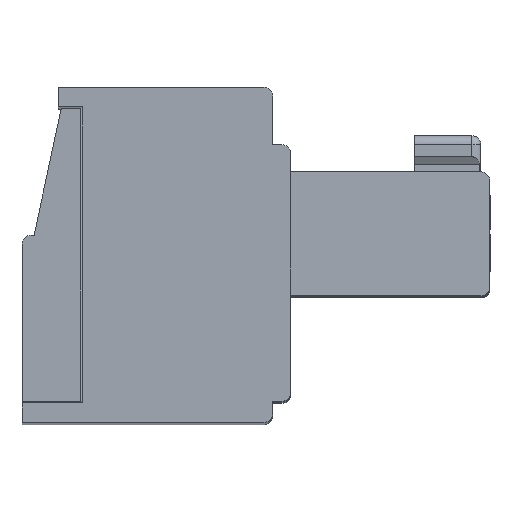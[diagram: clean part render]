
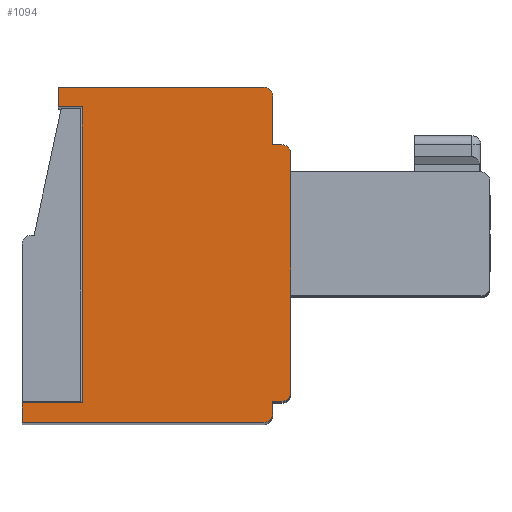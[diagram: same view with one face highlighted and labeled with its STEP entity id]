
A CAD part, top view. The second image highlights one B-rep face of the part: STEP entity #1094.
In plain terms, the highlighted planar face has unit normal (0, 0, 1).
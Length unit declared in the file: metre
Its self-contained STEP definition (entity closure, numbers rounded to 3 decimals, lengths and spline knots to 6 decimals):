
#1094=ADVANCED_FACE('',(#3119),#3120,.F.);
#3119=FACE_OUTER_BOUND('',#6202,.T.);
#3120=PLANE('',#6203);
#6202=EDGE_LOOP('',(#9496,#9497,#9498,#9499,#9500,#9501,#9502,#9503,#9504,#9505,#9506,#9507,#9508,#9509,#9510,#9511));
#6203=AXIS2_PLACEMENT_3D('',#9512,#9513,#9514);
#9496=ORIENTED_EDGE('',*,*,#18237,.T.);
#9497=ORIENTED_EDGE('',*,*,#18238,.T.);
#9498=ORIENTED_EDGE('',*,*,#18239,.T.);
#9499=ORIENTED_EDGE('',*,*,#18240,.T.);
#9500=ORIENTED_EDGE('',*,*,#18241,.T.);
#9501=ORIENTED_EDGE('',*,*,#18242,.F.);
#9502=ORIENTED_EDGE('',*,*,#18243,.T.);
#9503=ORIENTED_EDGE('',*,*,#18244,.T.);
#9504=ORIENTED_EDGE('',*,*,#18245,.T.);
#9505=ORIENTED_EDGE('',*,*,#18246,.T.);
#9506=ORIENTED_EDGE('',*,*,#18247,.T.);
#9507=ORIENTED_EDGE('',*,*,#18248,.T.);
#9508=ORIENTED_EDGE('',*,*,#18249,.T.);
#9509=ORIENTED_EDGE('',*,*,#18250,.F.);
#9510=ORIENTED_EDGE('',*,*,#18251,.T.);
#9511=ORIENTED_EDGE('',*,*,#18252,.T.);
#9512=CARTESIAN_POINT('',(0.013673,0.00851,0.034133));
#9513=DIRECTION('',(0.,0.,-1.0));
#9514=DIRECTION('',(0.0,-1.0,0.));
#18237=EDGE_CURVE('',#21836,#21837,#21838,.T.);
#18238=EDGE_CURVE('',#21837,#21839,#21840,.T.);
#18239=EDGE_CURVE('',#21839,#21841,#21842,.T.);
#18240=EDGE_CURVE('',#21841,#21843,#21844,.T.);
#18241=EDGE_CURVE('',#21843,#21845,#21846,.T.);
#18242=EDGE_CURVE('',#21847,#21845,#21848,.T.);
#18243=EDGE_CURVE('',#21847,#21849,#21850,.T.);
#18244=EDGE_CURVE('',#21849,#21851,#21852,.T.);
#18245=EDGE_CURVE('',#21851,#21853,#21854,.T.);
#18246=EDGE_CURVE('',#21853,#21855,#21856,.T.);
#18247=EDGE_CURVE('',#21855,#21857,#21858,.T.);
#18248=EDGE_CURVE('',#21857,#21859,#21860,.T.);
#18249=EDGE_CURVE('',#21859,#21861,#21862,.T.);
#18250=EDGE_CURVE('',#21863,#21861,#21864,.T.);
#18251=EDGE_CURVE('',#21863,#21865,#21866,.T.);
#18252=EDGE_CURVE('',#21865,#21836,#21867,.T.);
#21836=VERTEX_POINT('',#27236);
#21837=VERTEX_POINT('',#27237);
#21838=LINE('',#27238,#27239);
#21839=VERTEX_POINT('',#27240);
#21840=CIRCLE('',#27241,0.0003);
#21841=VERTEX_POINT('',#27242);
#21842=LINE('',#27243,#27244);
#21843=VERTEX_POINT('',#27245);
#21844=LINE('',#27246,#27247);
#21845=VERTEX_POINT('',#27248);
#21846=CIRCLE('',#27249,0.0003);
#21847=VERTEX_POINT('',#27250);
#21848=LINE('',#27251,#27252);
#21849=VERTEX_POINT('',#27253);
#21850=CIRCLE('',#27254,0.0003);
#21851=VERTEX_POINT('',#27255);
#21852=LINE('',#27256,#27257);
#21853=VERTEX_POINT('',#27258);
#21854=LINE('',#27259,#27260);
#21855=VERTEX_POINT('',#27261);
#21856=CIRCLE('',#27262,0.0003);
#21857=VERTEX_POINT('',#27263);
#21858=LINE('',#27264,#27265);
#21859=VERTEX_POINT('',#27266);
#21860=LINE('',#27267,#27268);
#21861=VERTEX_POINT('',#27269);
#21862=LINE('',#27270,#27271);
#21863=VERTEX_POINT('',#27272);
#21864=LINE('',#27273,#27274);
#21865=VERTEX_POINT('',#27275);
#21866=LINE('',#27276,#27277);
#21867=LINE('',#27278,#27279);
#27236=CARTESIAN_POINT('',(-0.001527,0.00051,0.034133));
#27237=CARTESIAN_POINT('',(0.006473,0.00051,0.034133));
#27238=CARTESIAN_POINT('',(0.013673,0.00051,0.034133));
#27239=VECTOR('',#34444,1.0);
#27240=CARTESIAN_POINT('',(0.006773,0.00081,0.034133));
#27241=AXIS2_PLACEMENT_3D('',#34445,#34446,#34447);
#27242=CARTESIAN_POINT('',(0.006773,0.00121,0.034133));
#27243=CARTESIAN_POINT('',(0.006773,0.00851,0.034133));
#27244=VECTOR('',#34448,1.0);
#27245=CARTESIAN_POINT('',(0.007073,0.00121,0.034133));
#27246=CARTESIAN_POINT('',(0.013673,0.00121,0.034133));
#27247=VECTOR('',#34449,1.0);
#27248=CARTESIAN_POINT('',(0.007373,0.00151,0.034133));
#27249=AXIS2_PLACEMENT_3D('',#34450,#34451,#34452);
#27250=CARTESIAN_POINT('',(0.007373,0.00941,0.034133));
#27251=CARTESIAN_POINT('',(0.007373,0.00941,0.034133));
#27252=VECTOR('',#34453,1.0);
#27253=CARTESIAN_POINT('',(0.007073,0.00971,0.034133));
#27254=AXIS2_PLACEMENT_3D('',#34454,#34455,#34456);
#27255=CARTESIAN_POINT('',(0.006773,0.00971,0.034133));
#27256=CARTESIAN_POINT('',(0.006773,0.00971,0.034133));
#27257=VECTOR('',#34457,1.0);
#27258=CARTESIAN_POINT('',(0.006773,0.01131,0.034133));
#27259=CARTESIAN_POINT('',(0.006773,0.00851,0.034133));
#27260=VECTOR('',#34458,1.0);
#27261=CARTESIAN_POINT('',(0.006473,0.01161,0.034133));
#27262=AXIS2_PLACEMENT_3D('',#34459,#34460,#34461);
#27263=CARTESIAN_POINT('',(-0.000327,0.01161,0.034133));
#27264=CARTESIAN_POINT('',(0.013673,0.01161,0.034133));
#27265=VECTOR('',#34462,1.0);
#27266=CARTESIAN_POINT('',(-0.000327,0.01096,0.034133));
#27267=CARTESIAN_POINT('',(-0.000327,0.00851,0.034133));
#27268=VECTOR('',#34463,1.0);
#27269=CARTESIAN_POINT('',(0.000473,0.01096,0.034133));
#27270=CARTESIAN_POINT('',(0.013673,0.01096,0.034133));
#27271=VECTOR('',#34464,1.0);
#27272=CARTESIAN_POINT('',(0.000473,0.00116,0.034133));
#27273=CARTESIAN_POINT('',(0.000473,0.00116,0.034133));
#27274=VECTOR('',#34465,1.0);
#27275=CARTESIAN_POINT('',(-0.001527,0.00116,0.034133));
#27276=CARTESIAN_POINT('',(0.013673,0.00116,0.034133));
#27277=VECTOR('',#34466,1.0);
#27278=CARTESIAN_POINT('',(-0.001527,0.00851,0.034133));
#27279=VECTOR('',#34467,1.0);
#34444=DIRECTION('',(1.0,0.,0.));
#34445=CARTESIAN_POINT('',(0.006473,0.00081,0.034133));
#34446=DIRECTION('',(0.,0.,1.0));
#34447=DIRECTION('',(-1.0,0.,0.));
#34448=DIRECTION('',(0.,1.0,0.));
#34449=DIRECTION('',(1.0,0.,0.));
#34450=CARTESIAN_POINT('',(0.007073,0.00151,0.034133));
#34451=DIRECTION('',(0.,0.,1.0));
#34452=DIRECTION('',(-1.0,0.,0.));
#34453=DIRECTION('',(0.,-1.0,0.0));
#34454=CARTESIAN_POINT('',(0.007073,0.00941,0.034133));
#34455=DIRECTION('',(0.,0.,1.0));
#34456=DIRECTION('',(-1.0,0.0,0.));
#34457=DIRECTION('',(-1.0,0.,0.));
#34458=DIRECTION('',(0.,1.0,0.));
#34459=CARTESIAN_POINT('',(0.006473,0.01131,0.034133));
#34460=DIRECTION('',(0.,0.,1.0));
#34461=DIRECTION('',(-1.0,0.,0.));
#34462=DIRECTION('',(-1.0,0.,0.));
#34463=DIRECTION('',(0.,-1.0,0.));
#34464=DIRECTION('',(1.0,0.,0.));
#34465=DIRECTION('',(0.,1.0,0.0));
#34466=DIRECTION('',(-1.0,0.,0.));
#34467=DIRECTION('',(0.,-1.0,0.));
